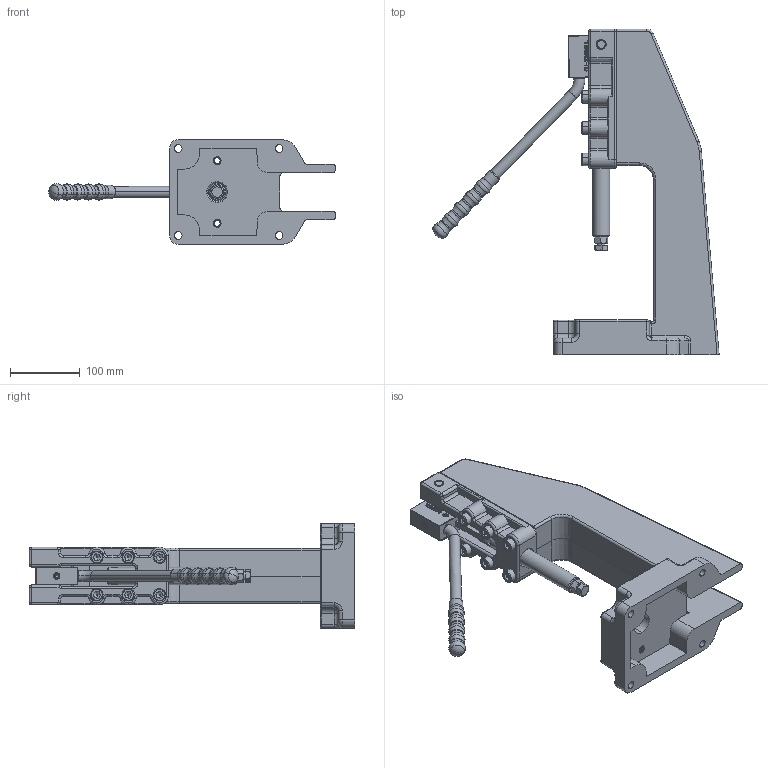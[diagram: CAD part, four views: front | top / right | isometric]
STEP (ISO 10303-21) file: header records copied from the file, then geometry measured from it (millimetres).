
FILE_DESCRIPTION (( 'STEP AP203' ), '1' );
FILE_NAME ('CH-32500PR.STEP', '2017-11-25T04:00:02', ( 'Windows' ), ( 'Microsoft' ), 'SwSTEP 2.0', 'SolidWorks 2015', '' );
FILE_SCHEMA (( 'CONFIG_CONTROL_DESIGN' ));
Length unit declared in the file: millimetre
Products named in the file (16): M12-75; 32500HL-01; 32500PR-01; 32500-HL-02; 32500-01; 32500-HL-03; 32500-02; 32500HL-04; 32500-05; M8AO; 32500-06; CH-32500HL; 32500-07; M10-55; M12; CH-32500PR
Assembly tree (21 placements, depth 3):
  CH-32500PR
    32500PR-01
    CH-32500HL
      32500-01
      32500-02
      32500-05
      32500-06  x2
      32500-07
      M12
      M12-75
      32500HL-01
      32500-HL-02
      32500-HL-03
      32500HL-04
      M8AO
    M10-55  x6
Bounding box: 411.33 x 468 x 150 mm (x, y, z)
Volume: 2626225.4 mm3; surface area: 492881.8 mm2
Topology: 20 solids, 20 shells, 1671 faces, 4293 edges, 2698 vertices
Faces by surface type: cylinder 657, plane 443, bspline 267, torus 148, cone 144, sphere 12
Entity records: 66331 total; most frequent: CARTESIAN_POINT 34092, ORIENTED_EDGE 6968, DIRECTION 5565, EDGE_CURVE 3484, VERTEX_POINT 2191, AXIS2_PLACEMENT_3D 2002, LINE 1561, VECTOR 1561
